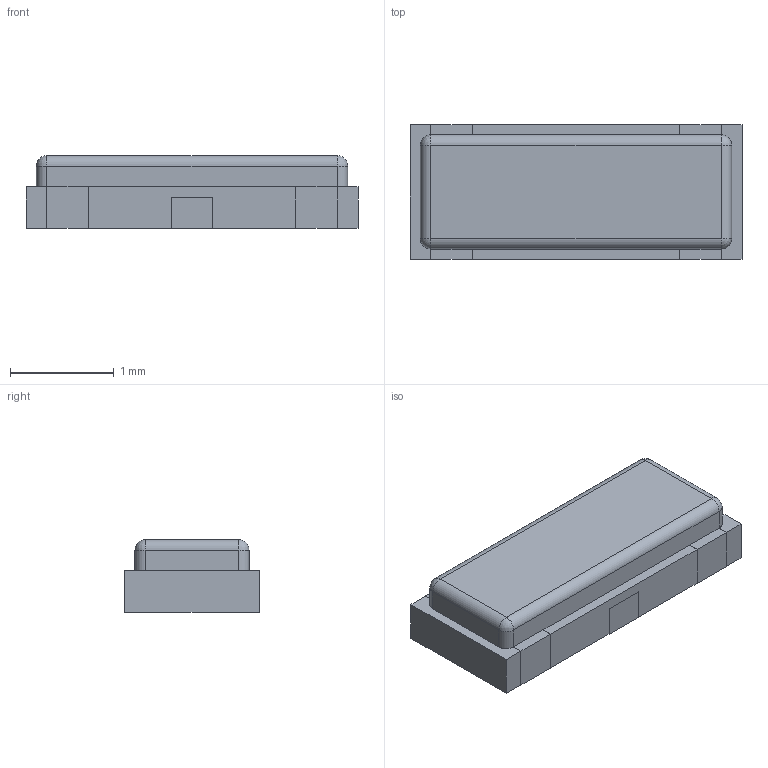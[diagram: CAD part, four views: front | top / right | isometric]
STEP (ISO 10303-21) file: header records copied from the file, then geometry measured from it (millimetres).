
FILE_DESCRIPTION(('FreeCAD Model'),'2;1');
FILE_NAME('CSTCE.step','2018-10-07T14:24:03',( 'kicad StepUp'),('ksu MCAD'),'Open CASCADE STEP processor 7.3', 'FreeCAD','Unknown');
FILE_SCHEMA(('AUTOMOTIVE_DESIGN { 1 0 10303 214 1 1 1 1 }'));
Length unit declared in the file: millimetre
Products named in the file (1): CSTCE
Bounding box: 3.2 x 1.3 x 0.7 mm (x, y, z)
Surface area: 18.8 mm2 (no closed solid volume)
Topology: 0 solids, 55 shells, 55 faces, 278 edges, 274 vertices
Faces by surface type: bspline 43, revolution 12
Entity records: 3236 total; most frequent: CARTESIAN_POINT 825, DIRECTION 298, ORIENTED_EDGE 274, EDGE_CURVE 274, VERTEX_POINT 274, LINE 232, VECTOR 232, FACE_BOUND 57
